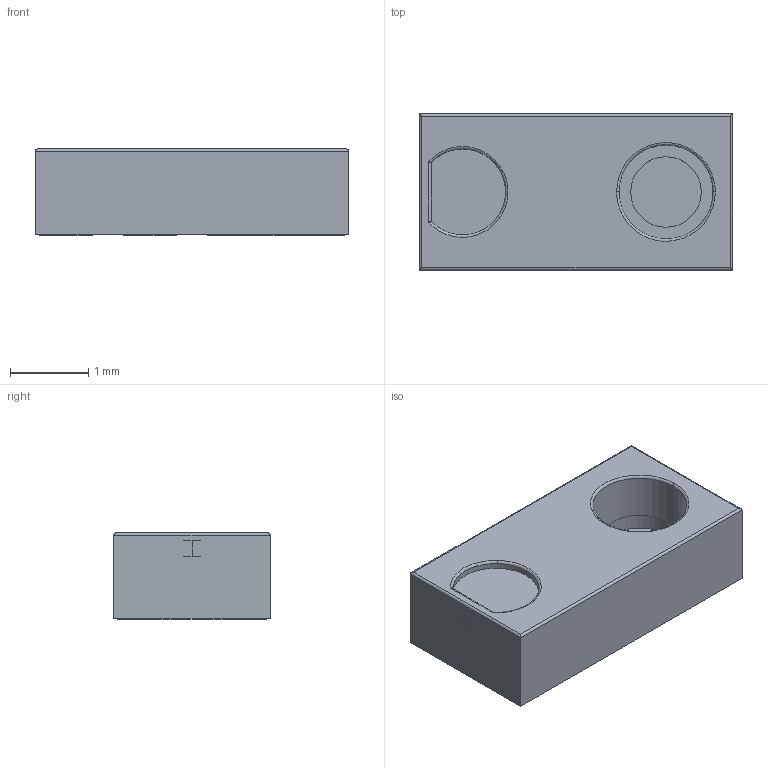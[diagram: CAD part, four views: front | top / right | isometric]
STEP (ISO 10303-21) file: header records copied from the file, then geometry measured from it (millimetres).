
FILE_DESCRIPTION (( 'STEP AP214' ), '1' );
FILE_NAME ('User Library-VCNL4040.STEP', '2020-10-15T06:15:08', ( '' ), ( '' ), 'SwSTEP 2.0', 'SolidWorks 2020', '' );
FILE_SCHEMA (( 'AUTOMOTIVE_DESIGN' ));
Length unit declared in the file: millimetre
Products named in the file (5): Pad002; Pad003; Fillet001; User Library-VCNL4040; Fillet
Assembly tree (4 placements, depth 2):
  User Library-VCNL4040
    Fillet001
    Pad003
    Pad002
    Fillet
Bounding box: 4 x 2 x 1.1 mm (x, y, z)
Volume: 7.9 mm3; surface area: 42.2 mm2
Topology: 11 solids, 11 shells, 82 faces, 163 edges, 105 vertices
Faces by surface type: plane 61, cylinder 15, bspline 6
Entity records: 3450 total; most frequent: CARTESIAN_POINT 604, DIRECTION 342, ORIENTED_EDGE 328, EDGE_CURVE 164, VECTOR 126, LINE 126, AXIS2_PLACEMENT_3D 108, VERTEX_POINT 107
